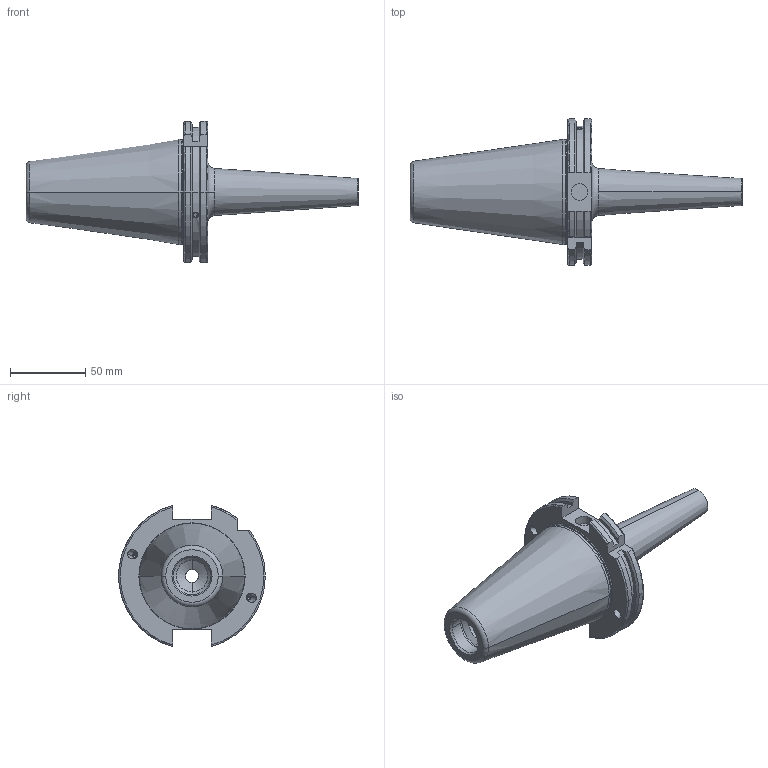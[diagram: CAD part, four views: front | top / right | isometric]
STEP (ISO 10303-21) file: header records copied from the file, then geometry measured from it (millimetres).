
FILE_DESCRIPTION (( 'STEP AP214' ), '1' );
FILE_NAME ('91506-ES7M10100.STEP', '2021-03-03T09:02:07', ( '' ), ( '' ), 'SwSTEP 2.0', 'SolidWorks 2018', '' );
FILE_SCHEMA (( 'AUTOMOTIVE_DESIGN' ));
Length unit declared in the file: millimetre
Products named in the file (3): 91506-ES7M10100; SK50TMH10119FWW; M4X4_DIN 913 - M4 x 4-N
Assembly tree (3 placements, depth 2):
  91506-ES7M10100
    SK50TMH10119FWW
    M4X4_DIN 913 - M4 x 4-N  x2
Bounding box: 220.85 x 97.5 x 94.05 mm (x, y, z)
Volume: 379317.8 mm3; surface area: 53185.9 mm2
Topology: 3 solids, 3 shells, 138 faces, 343 edges, 217 vertices
Faces by surface type: cylinder 47, plane 43, cone 30, torus 18
Entity records: 4586 total; most frequent: CARTESIAN_POINT 1169, DIRECTION 642, ORIENTED_EDGE 622, EDGE_CURVE 311, AXIS2_PLACEMENT_3D 256, VERTEX_POINT 197, EDGE_LOOP 138, LINE 130
